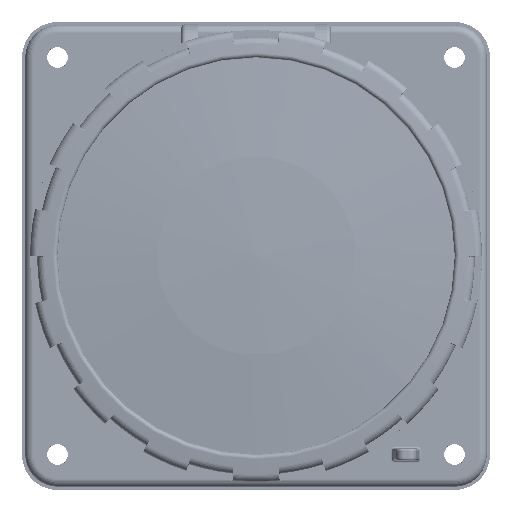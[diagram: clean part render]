
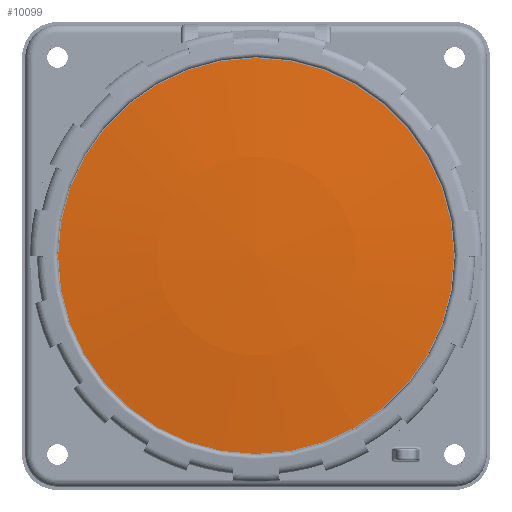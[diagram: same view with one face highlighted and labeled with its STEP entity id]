
A CAD part, front view. The second image highlights one B-rep face of the part: STEP entity #10099.
In plain terms, the highlighted spherical face has radius 457.5 mm.
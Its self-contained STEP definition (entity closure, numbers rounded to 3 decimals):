
#767=SPHERICAL_SURFACE('',#60336,457.5);
#5008=FACE_OUTER_BOUND('',#23500,.T.);
#10099=ADVANCED_FACE('',(#5008),#767,.T.);
#23500=EDGE_LOOP('',(#38887));
#38887=ORIENTED_EDGE('',*,*,#51980,.T.);
#44244=VERTEX_POINT('',#111326);
#51980=EDGE_CURVE('',#44244,#44244,#54628,.T.);
#54628=CIRCLE('',#60335,49.05);
#60335=AXIS2_PLACEMENT_3D('',#111325,#75235,#75236);
#60336=AXIS2_PLACEMENT_3D('',#111327,#75237,#75238);
#75235=DIRECTION('',(0.,-1.,0.));
#75236=DIRECTION('',(0.,0.,1.));
#75237=DIRECTION('',(0.,-1.,0.));
#75238=DIRECTION('',(0.,0.,-1.));
#111325=CARTESIAN_POINT('',(-15.568,-71.431,-0.014));
#111326=CARTESIAN_POINT('',(-15.568,-71.431,49.036));
#111327=CARTESIAN_POINT('',(-15.568,383.432,-0.014));
